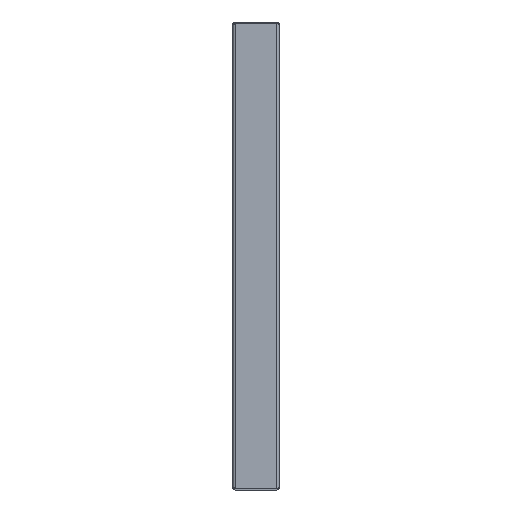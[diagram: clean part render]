
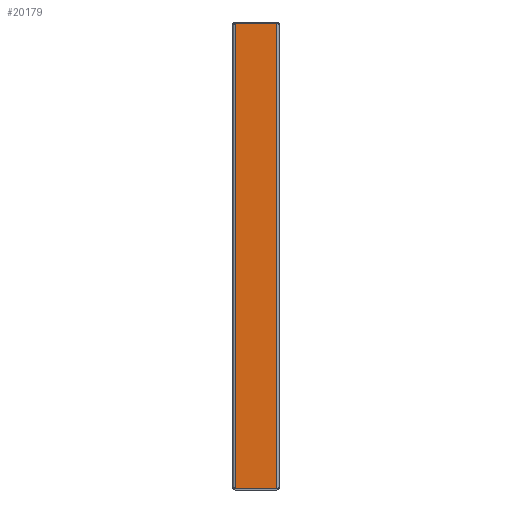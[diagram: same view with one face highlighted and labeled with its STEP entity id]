
A CAD part, left-side view. The second image highlights one B-rep face of the part: STEP entity #20179.
In plain terms, the highlighted planar face has unit normal (-1, 0, 0).
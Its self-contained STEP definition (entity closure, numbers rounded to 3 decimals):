
#337=CARTESIAN_POINT('',(-215.5,42.25,223.8));
#339=DIRECTION('',(0.,0.,1.));
#340=VECTOR('',#339,447.6);
#341=CARTESIAN_POINT('',(-215.5,42.25,-223.8));
#342=LINE('',#341,#340);
#7175=CARTESIAN_POINT('',(-215.5,2.2,223.8));
#7186=CARTESIAN_POINT('',(-215.5,2.2,-223.8));
#7193=DIRECTION('',(0.,1.,0.));
#7194=VECTOR('',#7193,40.05);
#7195=CARTESIAN_POINT('',(-215.5,2.2,223.8));
#7196=LINE('',#7195,#7194);
#7197=DIRECTION('',(0.,0.,-1.));
#7198=VECTOR('',#7197,447.6);
#7199=CARTESIAN_POINT('',(-215.5,2.2,223.8));
#7200=LINE('',#7199,#7198);
#7201=DIRECTION('',(0.,1.,0.));
#7202=VECTOR('',#7201,40.05);
#7203=CARTESIAN_POINT('',(-215.5,2.2,-223.8));
#7204=LINE('',#7203,#7202);
#9381=VERTEX_POINT('',#337);
#9382=CARTESIAN_POINT('',(-215.5,42.25,-223.8));
#9383=VERTEX_POINT('',#9382);
#9880=VERTEX_POINT('',#7186);
#9890=VERTEX_POINT('',#7175);
#20168=CARTESIAN_POINT('',(-215.5,2.2,-222.8));
#20169=DIRECTION('',(1.,0.,0.));
#20170=DIRECTION('',(0.,1.,0.));
#20171=AXIS2_PLACEMENT_3D('',#20168,#20169,#20170);
#20172=PLANE('',#20171);
#20173=ORIENTED_EDGE('',*,*,#12351,.T.);
#20174=ORIENTED_EDGE('',*,*,#13163,.F.);
#20175=ORIENTED_EDGE('',*,*,#20160,.T.);
#20176=ORIENTED_EDGE('',*,*,#12289,.T.);
#20177=EDGE_LOOP('',(#20173,#20174,#20175,#20176));
#20178=FACE_OUTER_BOUND('',#20177,.F.);
#12289=EDGE_CURVE('',#9880,#9383,#7204,.T.);
#12351=EDGE_CURVE('',#9383,#9381,#342,.T.);
#13163=EDGE_CURVE('',#9890,#9381,#7196,.T.);
#20160=EDGE_CURVE('',#9890,#9880,#7200,.T.);
#20179=ADVANCED_FACE('',(#20178),#20172,.F.);
